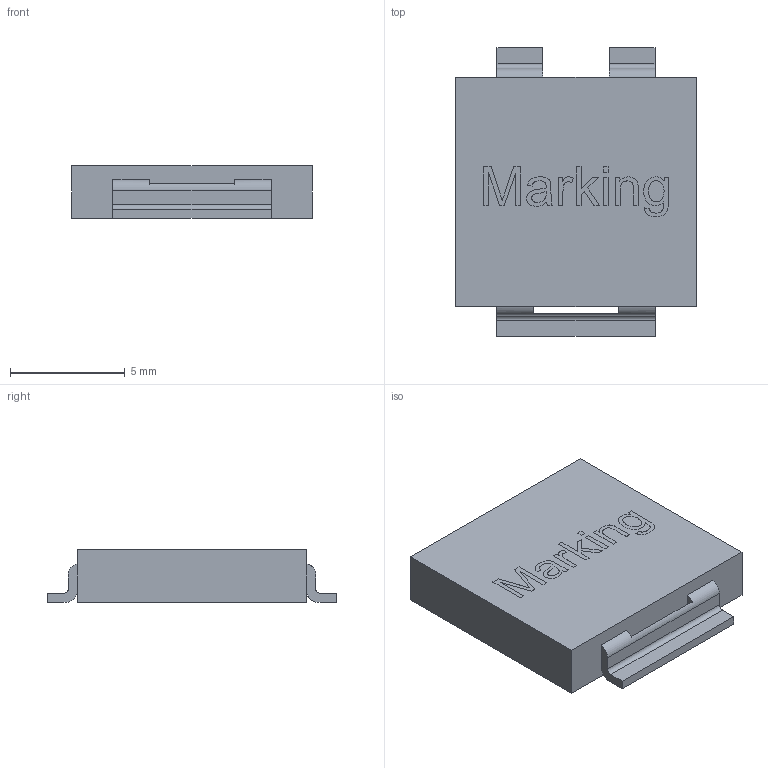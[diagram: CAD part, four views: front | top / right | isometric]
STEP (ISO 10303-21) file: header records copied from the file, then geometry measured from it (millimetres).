
FILE_DESCRIPTION(/* description */ ('Unknown'),/* implementation_level */ '2;1');
FILE_NAME(/* name */ 'L_Wurth_WE-HCM_1323',/* time_stamp */ '2022-03-08T10:27:25+08:00',/* author */ ('Unknown'),/* organization */ ('Unknown'),/* preprocessor_version */ 'ST-DEVELOPER v16.7',/* originating_system */ 'Solid Edge',/* authorisation */ 'Unknown');
FILE_SCHEMA (('AUTOMOTIVE_DESIGN {1 0 10303 214 3 1 1}'));
Length unit declared in the file: millimetre
Products named in the file (2): L_Wurth_WE-HCM_1323
Assembly tree (1 placements, depth 2):
  L_Wurth_WE-HCM_1323
    L_Wurth_WE-HCM_1323
Bounding box: 10.5 x 12.6 x 2.3 mm (x, y, z)
Volume: 250.1 mm3; surface area: 350.8 mm2
Topology: 1 solids, 1 shells, 108 faces, 282 edges, 188 vertices
Faces by surface type: plane 83, bspline 16, cylinder 9
Entity records: 4728 total; most frequent: CARTESIAN_POINT 1351, ORIENTED_EDGE 562, DIRECTION 459, EDGE_CURVE 281, LINE 227, VECTOR 227, VERTEX_POINT 188, EDGE_LOOP 123
